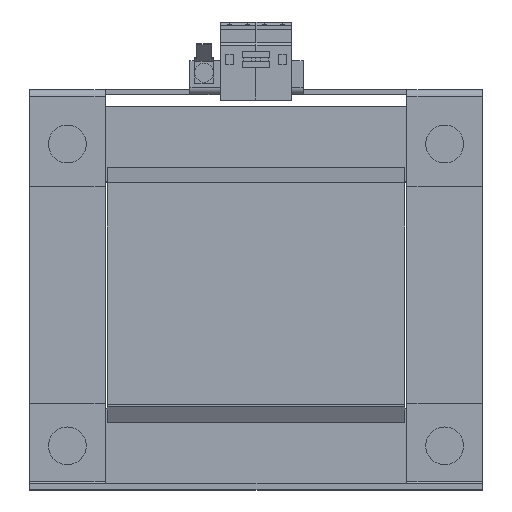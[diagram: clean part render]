
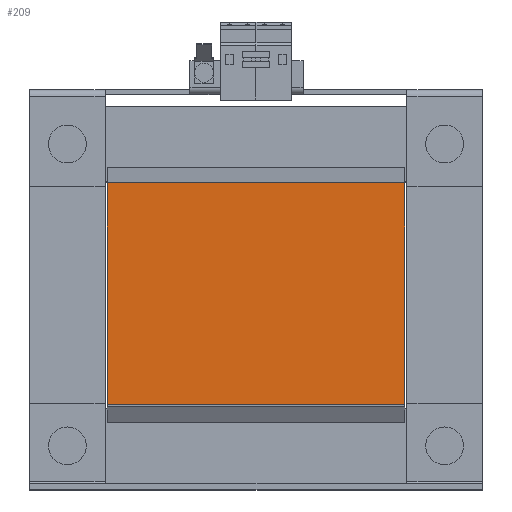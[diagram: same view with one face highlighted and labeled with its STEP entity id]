
A CAD part, top view. The second image highlights one B-rep face of the part: STEP entity #209.
In plain terms, the highlighted planar face has unit normal (0, 0, 1).
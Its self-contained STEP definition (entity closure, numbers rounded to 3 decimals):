
#209 = ADVANCED_FACE ( 'NONE', ( #3976 ), #3731, .F. ) ;
#736 = CARTESIAN_POINT ( 'NONE',  ( 63., -46.529, 68.971 ) ) ;
#1203 = EDGE_LOOP ( 'NONE', ( #8441, #6585, #3396, #10387 ) ) ;
#1226 = VECTOR ( 'NONE', #8184, 1000. ) ;
#1574 = DIRECTION ( 'NONE',  ( -1., 0., 0. ) ) ;
#1862 = CARTESIAN_POINT ( 'NONE',  ( -63., -46.529, 68.971 ) ) ;
#3396 = ORIENTED_EDGE ( 'NONE', *, *, #8947, .F. ) ;
#3573 = LINE ( 'NONE', #8943, #6586 ) ;
#3628 = LINE ( 'NONE', #4241, #11204 ) ;
#3660 = EDGE_CURVE ( 'NONE', #4332, #4591, #3628, .T. ) ;
#3731 = PLANE ( 'NONE',  #9958 ) ;
#3963 = DIRECTION ( 'NONE',  ( -1., 0., 0. ) ) ;
#3976 = FACE_OUTER_BOUND ( 'NONE', #1203, .T. ) ;
#4241 = CARTESIAN_POINT ( 'NONE',  ( 63., -46.529, 68.971 ) ) ;
#4332 = VERTEX_POINT ( 'NONE', #736 ) ;
#4591 = VERTEX_POINT ( 'NONE', #9570 ) ;
#5560 = DIRECTION ( 'NONE',  ( 0., 1., 0. ) ) ;
#5681 = CARTESIAN_POINT ( 'NONE',  ( 63., -46.529, 68.971 ) ) ;
#6430 = CARTESIAN_POINT ( 'NONE',  ( 63., 47.471, 68.971 ) ) ;
#6585 = ORIENTED_EDGE ( 'NONE', *, *, #3660, .F. ) ;
#6586 = VECTOR ( 'NONE', #7994, 1000. ) ;
#6628 = VERTEX_POINT ( 'NONE', #6430 ) ;
#6898 = CARTESIAN_POINT ( 'NONE',  ( -63., 47.471, 68.971 ) ) ;
#7705 = CARTESIAN_POINT ( 'NONE',  ( 63., 47.471, 68.971 ) ) ;
#7994 = DIRECTION ( 'NONE',  ( 0., -1., 0. ) ) ;
#8080 = VECTOR ( 'NONE', #3963, 1000. ) ;
#8184 = DIRECTION ( 'NONE',  ( 0., -1., 0. ) ) ;
#8441 = ORIENTED_EDGE ( 'NONE', *, *, #11550, .T. ) ;
#8487 = LINE ( 'NONE', #1862, #1226 ) ;
#8617 = VERTEX_POINT ( 'NONE', #6898 ) ;
#8943 = CARTESIAN_POINT ( 'NONE',  ( 63., -46.529, 68.971 ) ) ;
#8947 = EDGE_CURVE ( 'NONE', #6628, #4332, #3573, .T. ) ;
#9153 = DIRECTION ( 'NONE',  ( 0., 0., -1. ) ) ;
#9520 = LINE ( 'NONE', #7705, #8080 ) ;
#9570 = CARTESIAN_POINT ( 'NONE',  ( -63., -46.529, 68.971 ) ) ;
#9958 = AXIS2_PLACEMENT_3D ( 'NONE', #5681, #9153, #5560 ) ;
#10387 = ORIENTED_EDGE ( 'NONE', *, *, #10894, .T. ) ;
#10894 = EDGE_CURVE ( 'NONE', #6628, #8617, #9520, .T. ) ;
#11204 = VECTOR ( 'NONE', #1574, 1000. ) ;
#11550 = EDGE_CURVE ( 'NONE', #8617, #4591, #8487, .T. ) ;
